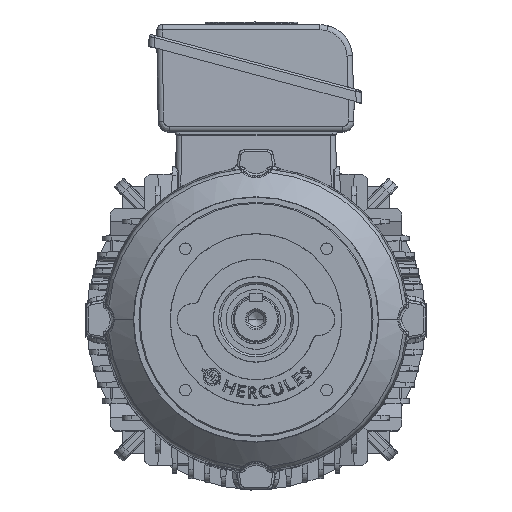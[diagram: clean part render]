
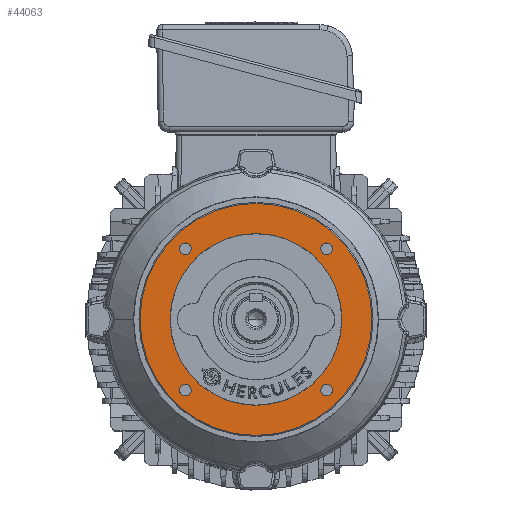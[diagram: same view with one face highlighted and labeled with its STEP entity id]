
A CAD part, top view. The second image highlights one B-rep face of the part: STEP entity #44063.
In plain terms, the highlighted face is planar.
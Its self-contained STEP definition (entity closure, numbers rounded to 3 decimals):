
#1607 = DIRECTION ( 'NONE',  ( 0., 0., -1. ) ) ;
#2681 = FACE_BOUND ( 'NONE', #19193, .T. ) ;
#4559 = FACE_BOUND ( 'NONE', #27046, .T. ) ;
#5053 = ORIENTED_EDGE ( 'NONE', *, *, #6874, .F. ) ;
#5551 = CARTESIAN_POINT ( 'NONE',  ( -11., 65.125, 65.125 ) ) ;
#5984 = DIRECTION ( 'NONE',  ( -1., 0., 0. ) ) ;
#6874 = EDGE_CURVE ( 'NONE', #114994, #83500, #119602, .T. ) ;
#9190 = CARTESIAN_POINT ( 'NONE',  ( -11., 0., -79.172 ) ) ;
#10630 = DIRECTION ( 'NONE',  ( 0., 0., -1. ) ) ;
#12802 = DIRECTION ( 'NONE',  ( 0., 0., 1. ) ) ;
#13488 = FACE_BOUND ( 'NONE', #13948, .T. ) ;
#13948 = EDGE_LOOP ( 'NONE', ( #58346, #38747 ) ) ;
#14396 = DIRECTION ( 'NONE',  ( -1., 0., 0. ) ) ;
#14963 = CARTESIAN_POINT ( 'NONE',  ( -11., -65.125, 59.766 ) ) ;
#16211 = DIRECTION ( 'NONE',  ( 0., 0., 1. ) ) ;
#18495 = CIRCLE ( 'NONE', #118477, 5.358 ) ;
#19193 = EDGE_LOOP ( 'NONE', ( #5053, #72139 ) ) ;
#22846 = CARTESIAN_POINT ( 'NONE',  ( -11., 65.125, -65.125 ) ) ;
#23275 = CARTESIAN_POINT ( 'NONE',  ( -11., -65.125, 65.125 ) ) ;
#23908 = AXIS2_PLACEMENT_3D ( 'NONE', #51664, #98972, #38933 ) ;
#24634 = CARTESIAN_POINT ( 'NONE',  ( -11., 65.125, 65.125 ) ) ;
#25342 = DIRECTION ( 'NONE',  ( -1., 0., 0. ) ) ;
#25603 = EDGE_CURVE ( 'NONE', #28252, #91825, #107347, .T. ) ;
#26422 = CIRCLE ( 'NONE', #48869, 79.172 ) ;
#27046 = EDGE_LOOP ( 'NONE', ( #102264, #62790 ) ) ;
#27327 = CARTESIAN_POINT ( 'NONE',  ( -11., 0., 106.95 ) ) ;
#28252 = VERTEX_POINT ( 'NONE', #27327 ) ;
#28299 = CIRCLE ( 'NONE', #56871, 5.358 ) ;
#28994 = VERTEX_POINT ( 'NONE', #36310 ) ;
#30548 = VERTEX_POINT ( 'NONE', #34149 ) ;
#30742 = ORIENTED_EDGE ( 'NONE', *, *, #25603, .T. ) ;
#31909 = AXIS2_PLACEMENT_3D ( 'NONE', #92935, #121037, #83360 ) ;
#34149 = CARTESIAN_POINT ( 'NONE',  ( -11., -65.125, -70.483 ) ) ;
#34764 = DIRECTION ( 'NONE',  ( 0., 0., 1. ) ) ;
#35331 = AXIS2_PLACEMENT_3D ( 'NONE', #105791, #117883, #1607 ) ;
#36035 = DIRECTION ( 'NONE',  ( -1., 0., 0. ) ) ;
#36310 = CARTESIAN_POINT ( 'NONE',  ( -11., -65.125, 70.483 ) ) ;
#36568 = VERTEX_POINT ( 'NONE', #91152 ) ;
#36758 = CIRCLE ( 'NONE', #112278, 5.358 ) ;
#37953 = CARTESIAN_POINT ( 'NONE',  ( -11., -65.125, -65.125 ) ) ;
#38747 = ORIENTED_EDGE ( 'NONE', *, *, #68358, .F. ) ;
#38933 = DIRECTION ( 'NONE',  ( 0., 0., 1. ) ) ;
#41639 = DIRECTION ( 'NONE',  ( -1., 0., 0. ) ) ;
#42268 = FACE_OUTER_BOUND ( 'NONE', #57106, .T. ) ;
#44063 = ADVANCED_FACE ( 'NONE', ( #42268, #2681, #4559, #13488, #101076, #60199 ), #120223, .T. ) ;
#45837 = EDGE_LOOP ( 'NONE', ( #106944, #109951 ) ) ;
#47021 = CARTESIAN_POINT ( 'NONE',  ( -11., -65.125, -59.766 ) ) ;
#48869 = AXIS2_PLACEMENT_3D ( 'NONE', #51519, #50249, #10630 ) ;
#48927 = CIRCLE ( 'NONE', #81343, 5.358 ) ;
#49303 = AXIS2_PLACEMENT_3D ( 'NONE', #109377, #41639, #81282 ) ;
#49494 = AXIS2_PLACEMENT_3D ( 'NONE', #87386, #59865, #98206 ) ;
#50249 = DIRECTION ( 'NONE',  ( -1., 0., 0. ) ) ;
#51519 = CARTESIAN_POINT ( 'NONE',  ( -11., 0., 0. ) ) ;
#51664 = CARTESIAN_POINT ( 'NONE',  ( -11., 0., 0. ) ) ;
#52233 = DIRECTION ( 'NONE',  ( 0., 0., 1. ) ) ;
#56510 = VERTEX_POINT ( 'NONE', #80872 ) ;
#56871 = AXIS2_PLACEMENT_3D ( 'NONE', #5551, #25342, #52233 ) ;
#57106 = EDGE_LOOP ( 'NONE', ( #73375, #30742 ) ) ;
#57359 = ORIENTED_EDGE ( 'NONE', *, *, #92196, .F. ) ;
#58346 = ORIENTED_EDGE ( 'NONE', *, *, #94297, .F. ) ;
#58398 = EDGE_CURVE ( 'NONE', #91825, #28252, #91277, .T. ) ;
#59854 = CARTESIAN_POINT ( 'NONE',  ( -11., 65.125, -65.125 ) ) ;
#59865 = DIRECTION ( 'NONE',  ( -1., 0., 0. ) ) ;
#60128 = DIRECTION ( 'NONE',  ( -1., 0., 0. ) ) ;
#60199 = FACE_BOUND ( 'NONE', #45837, .T. ) ;
#61841 = DIRECTION ( 'NONE',  ( 0., 0., 1. ) ) ;
#62790 = ORIENTED_EDGE ( 'NONE', *, *, #103052, .F. ) ;
#63092 = DIRECTION ( 'NONE',  ( -1., 0., 0. ) ) ;
#63624 = DIRECTION ( 'NONE',  ( 0., 0., 1. ) ) ;
#64083 = CIRCLE ( 'NONE', #66097, 5.358 ) ;
#66097 = AXIS2_PLACEMENT_3D ( 'NONE', #23275, #5984, #34764 ) ;
#68192 = EDGE_CURVE ( 'NONE', #83500, #114994, #106251, .T. ) ;
#68358 = EDGE_CURVE ( 'NONE', #87966, #28994, #18495, .T. ) ;
#69628 = AXIS2_PLACEMENT_3D ( 'NONE', #59854, #126292, #70076 ) ;
#70076 = DIRECTION ( 'NONE',  ( 0., 0., 1. ) ) ;
#72139 = ORIENTED_EDGE ( 'NONE', *, *, #68192, .F. ) ;
#72417 = EDGE_CURVE ( 'NONE', #124456, #36568, #90460, .T. ) ;
#73375 = ORIENTED_EDGE ( 'NONE', *, *, #58398, .T. ) ;
#80872 = CARTESIAN_POINT ( 'NONE',  ( -11., 65.125, 59.766 ) ) ;
#81282 = DIRECTION ( 'NONE',  ( 0., 0., 1. ) ) ;
#81343 = AXIS2_PLACEMENT_3D ( 'NONE', #24634, #14396, #63624 ) ;
#83360 = DIRECTION ( 'NONE',  ( 0., 0., 1. ) ) ;
#83500 = VERTEX_POINT ( 'NONE', #90751 ) ;
#84318 = CARTESIAN_POINT ( 'NONE',  ( -11., 65.125, -59.766 ) ) ;
#87386 = CARTESIAN_POINT ( 'NONE',  ( -11., -65.125, -65.125 ) ) ;
#87566 = VERTEX_POINT ( 'NONE', #97831 ) ;
#87966 = VERTEX_POINT ( 'NONE', #14963 ) ;
#90460 = CIRCLE ( 'NONE', #35331, 79.172 ) ;
#90751 = CARTESIAN_POINT ( 'NONE',  ( -11., 65.125, -70.483 ) ) ;
#91152 = CARTESIAN_POINT ( 'NONE',  ( -11., 0., 79.172 ) ) ;
#91277 = CIRCLE ( 'NONE', #23908, 106.95 ) ;
#91825 = VERTEX_POINT ( 'NONE', #113085 ) ;
#92196 = EDGE_CURVE ( 'NONE', #30548, #111105, #94396, .T. ) ;
#92935 = CARTESIAN_POINT ( 'NONE',  ( -11., 0., 0. ) ) ;
#94297 = EDGE_CURVE ( 'NONE', #28994, #87966, #64083, .T. ) ;
#94396 = CIRCLE ( 'NONE', #49494, 5.358 ) ;
#97831 = CARTESIAN_POINT ( 'NONE',  ( -11., 65.125, 70.483 ) ) ;
#98206 = DIRECTION ( 'NONE',  ( 0., 0., 1. ) ) ;
#98972 = DIRECTION ( 'NONE',  ( -1., 0., 0. ) ) ;
#99187 = AXIS2_PLACEMENT_3D ( 'NONE', #22846, #63092, #61841 ) ;
#101076 = FACE_BOUND ( 'NONE', #123802, .T. ) ;
#102264 = ORIENTED_EDGE ( 'NONE', *, *, #119679, .F. ) ;
#103052 = EDGE_CURVE ( 'NONE', #56510, #87566, #28299, .T. ) ;
#103784 = CARTESIAN_POINT ( 'NONE',  ( -11., -65.125, 65.125 ) ) ;
#105791 = CARTESIAN_POINT ( 'NONE',  ( -11., 0., 0. ) ) ;
#106251 = CIRCLE ( 'NONE', #69628, 5.358 ) ;
#106944 = ORIENTED_EDGE ( 'NONE', *, *, #125219, .F. ) ;
#107347 = CIRCLE ( 'NONE', #31909, 106.95 ) ;
#109377 = CARTESIAN_POINT ( 'NONE',  ( -11., 107.95, 0. ) ) ;
#109951 = ORIENTED_EDGE ( 'NONE', *, *, #72417, .F. ) ;
#111105 = VERTEX_POINT ( 'NONE', #47021 ) ;
#112278 = AXIS2_PLACEMENT_3D ( 'NONE', #37953, #60128, #12802 ) ;
#113085 = CARTESIAN_POINT ( 'NONE',  ( -11., 0., -106.95 ) ) ;
#114994 = VERTEX_POINT ( 'NONE', #84318 ) ;
#117883 = DIRECTION ( 'NONE',  ( -1., 0., 0. ) ) ;
#118477 = AXIS2_PLACEMENT_3D ( 'NONE', #103784, #36035, #16211 ) ;
#118697 = ORIENTED_EDGE ( 'NONE', *, *, #123578, .F. ) ;
#119602 = CIRCLE ( 'NONE', #99187, 5.358 ) ;
#119679 = EDGE_CURVE ( 'NONE', #87566, #56510, #48927, .T. ) ;
#120223 = PLANE ( 'NONE',  #49303 ) ;
#121037 = DIRECTION ( 'NONE',  ( -1., 0., 0. ) ) ;
#123578 = EDGE_CURVE ( 'NONE', #111105, #30548, #36758, .T. ) ;
#123802 = EDGE_LOOP ( 'NONE', ( #118697, #57359 ) ) ;
#124456 = VERTEX_POINT ( 'NONE', #9190 ) ;
#125219 = EDGE_CURVE ( 'NONE', #36568, #124456, #26422, .T. ) ;
#126292 = DIRECTION ( 'NONE',  ( -1., 0., 0. ) ) ;
